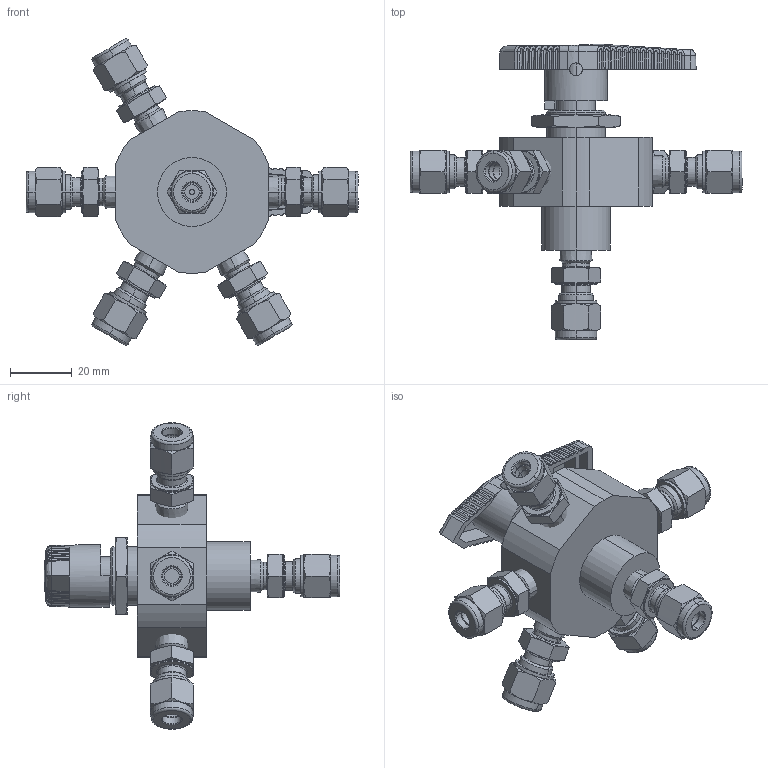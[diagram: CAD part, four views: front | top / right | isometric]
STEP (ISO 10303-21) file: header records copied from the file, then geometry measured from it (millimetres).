
FILE_DESCRIPTION(('FreeCAD Model'),'2;1');
FILE_NAME('Open CASCADE Shape Model','2025-12-09T09:44:59',('Author'),( ''),'Open CASCADE STEP processor 7.8','FreeCAD','Unknown');
FILE_SCHEMA(('AUTOMOTIVE_DESIGN { 1 0 10303 214 1 1 1 1 }'));
Length unit declared in the file: millimetre
Products named in the file (8): BVN1-2B-6B-D-6M-PF-S003; NONE; NONE_1; NONE_2; NONE_3; NONE_4; 3; 2
Assembly tree (8 placements, depth 2):
  BVN1-2B-6B-D-6M-PF-S003
    NONE  x2
    NONE_1
    NONE_2
    NONE_3
    NONE_4
    3
    2
Bounding box: 107.8 x 96.03 x 99.52 mm (x, y, z)
Volume: 82525.1 mm3; surface area: 32487.3 mm2
Topology: 8 solids, 14 shells, 1121 faces, 2475 edges, 1469 vertices
Faces by surface type: cone 362, cylinder 316, plane 233, bspline 165, torus 45
Full cylindrical faces by diameter (mm): 4.2 x1, 13.8 x1, 20.2 x1
Entity records: 37483 total; most frequent: CARTESIAN_POINT 16142, DIRECTION 4479, ORIENTED_EDGE 4394, EDGE_CURVE 2197, AXIS2_PLACEMENT_3D 1915, VERTEX_POINT 1311, FACE_BOUND 1084, EDGE_LOOP 1084
